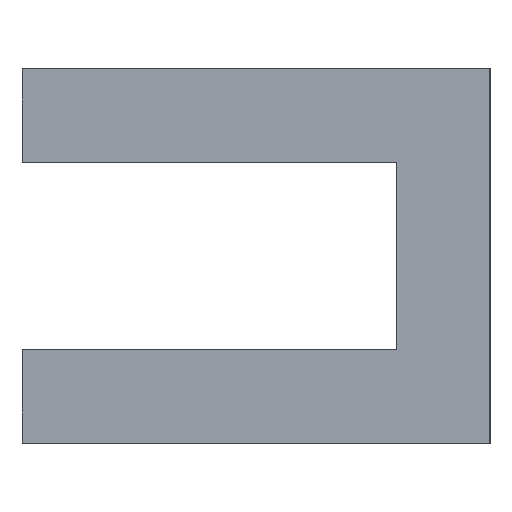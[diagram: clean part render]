
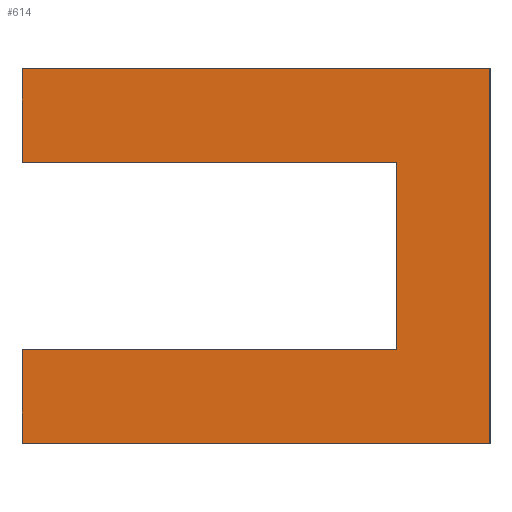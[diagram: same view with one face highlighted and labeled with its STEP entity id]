
A CAD part, left-side view. The second image highlights one B-rep face of the part: STEP entity #614.
In plain terms, the highlighted planar face has unit normal (-1, 0, 0).
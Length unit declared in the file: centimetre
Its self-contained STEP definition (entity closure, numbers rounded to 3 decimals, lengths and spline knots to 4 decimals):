
#6 = PLANE ( 'NONE',  #80 ) ;
#28 = CARTESIAN_POINT ( 'NONE',  ( -10., -1.5, 1. ) ) ;
#31 = ORIENTED_EDGE ( 'NONE', *, *, #286, .F. ) ;
#37 = VECTOR ( 'NONE', #238, 100. ) ;
#62 = DIRECTION ( 'NONE',  ( 0., -1., 0. ) ) ;
#64 = LINE ( 'NONE', #266, #611 ) ;
#77 = EDGE_LOOP ( 'NONE', ( #31, #143, #209, #228, #146, #182, #197, #468 ) ) ;
#80 = AXIS2_PLACEMENT_3D ( 'NONE', #220, #211, #208 ) ;
#84 = LINE ( 'NONE', #128, #345 ) ;
#99 = VECTOR ( 'NONE', #407, 100. ) ;
#111 = LINE ( 'NONE', #158, #482 ) ;
#113 = CARTESIAN_POINT ( 'NONE',  ( -10., -2.5, 0. ) ) ;
#128 = CARTESIAN_POINT ( 'NONE',  ( -10., 2.5, 1. ) ) ;
#143 = ORIENTED_EDGE ( 'NONE', *, *, #307, .F. ) ;
#146 = ORIENTED_EDGE ( 'NONE', *, *, #423, .F. ) ;
#158 = CARTESIAN_POINT ( 'NONE',  ( -10., -2.5, 0. ) ) ;
#163 = EDGE_CURVE ( 'NONE', #250, #562, #64, .T. ) ;
#179 = LINE ( 'NONE', #28, #485 ) ;
#182 = ORIENTED_EDGE ( 'NONE', *, *, #644, .F. ) ;
#197 = ORIENTED_EDGE ( 'NONE', *, *, #163, .T. ) ;
#208 = DIRECTION ( 'NONE',  ( 0., 0., -1. ) ) ;
#209 = ORIENTED_EDGE ( 'NONE', *, *, #528, .T. ) ;
#211 = DIRECTION ( 'NONE',  ( 1., 0., 0. ) ) ;
#212 = VERTEX_POINT ( 'NONE', #457 ) ;
#220 = CARTESIAN_POINT ( 'NONE',  ( -10., -2.5, 4. ) ) ;
#228 = ORIENTED_EDGE ( 'NONE', *, *, #547, .T. ) ;
#235 = CARTESIAN_POINT ( 'NONE',  ( -10., 2.5, 3. ) ) ;
#238 = DIRECTION ( 'NONE',  ( 0., 0., -1. ) ) ;
#243 = CARTESIAN_POINT ( 'NONE',  ( -10., -1.5, 3. ) ) ;
#244 = VERTEX_POINT ( 'NONE', #113 ) ;
#250 = VERTEX_POINT ( 'NONE', #252 ) ;
#252 = CARTESIAN_POINT ( 'NONE',  ( -10., 2.5, 4. ) ) ;
#253 = DIRECTION ( 'NONE',  ( 0., 0., -1. ) ) ;
#266 = CARTESIAN_POINT ( 'NONE',  ( -10., 2.5, 4. ) ) ;
#271 = CARTESIAN_POINT ( 'NONE',  ( -10., -2.5, 4. ) ) ;
#286 = EDGE_CURVE ( 'NONE', #615, #504, #179, .T. ) ;
#306 = VERTEX_POINT ( 'NONE', #634 ) ;
#307 = EDGE_CURVE ( 'NONE', #306, #615, #84, .T. ) ;
#311 = CARTESIAN_POINT ( 'NONE',  ( -10., 2.5, 4. ) ) ;
#317 = VERTEX_POINT ( 'NONE', #584 ) ;
#321 = FACE_OUTER_BOUND ( 'NONE', #77, .T. ) ;
#325 = VECTOR ( 'NONE', #575, 100. ) ;
#345 = VECTOR ( 'NONE', #580, 100. ) ;
#379 = DIRECTION ( 'NONE',  ( 0., 0., 1. ) ) ;
#390 = CARTESIAN_POINT ( 'NONE',  ( -10., -2.5, 4. ) ) ;
#407 = DIRECTION ( 'NONE',  ( 0., -1., 0. ) ) ;
#421 = CARTESIAN_POINT ( 'NONE',  ( -10., -1.5, 1. ) ) ;
#423 = EDGE_CURVE ( 'NONE', #317, #244, #487, .T. ) ;
#457 = CARTESIAN_POINT ( 'NONE',  ( -10., 2.5, 0. ) ) ;
#463 = LINE ( 'NONE', #311, #325 ) ;
#468 = ORIENTED_EDGE ( 'NONE', *, *, #492, .F. ) ;
#472 = CARTESIAN_POINT ( 'NONE',  ( -10., 2.5, 3. ) ) ;
#482 = VECTOR ( 'NONE', #62, 100. ) ;
#485 = VECTOR ( 'NONE', #379, 100. ) ;
#487 = LINE ( 'NONE', #390, #37 ) ;
#492 = EDGE_CURVE ( 'NONE', #504, #562, #597, .T. ) ;
#504 = VERTEX_POINT ( 'NONE', #243 ) ;
#528 = EDGE_CURVE ( 'NONE', #306, #212, #463, .T. ) ;
#541 = VECTOR ( 'NONE', #647, 100. ) ;
#547 = EDGE_CURVE ( 'NONE', #212, #244, #111, .T. ) ;
#562 = VERTEX_POINT ( 'NONE', #472 ) ;
#575 = DIRECTION ( 'NONE',  ( 0., 0., -1. ) ) ;
#579 = LINE ( 'NONE', #271, #99 ) ;
#580 = DIRECTION ( 'NONE',  ( 0., -1., 0. ) ) ;
#584 = CARTESIAN_POINT ( 'NONE',  ( -10., -2.5, 4. ) ) ;
#597 = LINE ( 'NONE', #235, #541 ) ;
#611 = VECTOR ( 'NONE', #253, 100. ) ;
#614 = ADVANCED_FACE ( 'NONE', ( #321 ), #6, .F. ) ;
#615 = VERTEX_POINT ( 'NONE', #421 ) ;
#634 = CARTESIAN_POINT ( 'NONE',  ( -10., 2.5, 1. ) ) ;
#644 = EDGE_CURVE ( 'NONE', #250, #317, #579, .T. ) ;
#647 = DIRECTION ( 'NONE',  ( 0., 1., 0. ) ) ;
